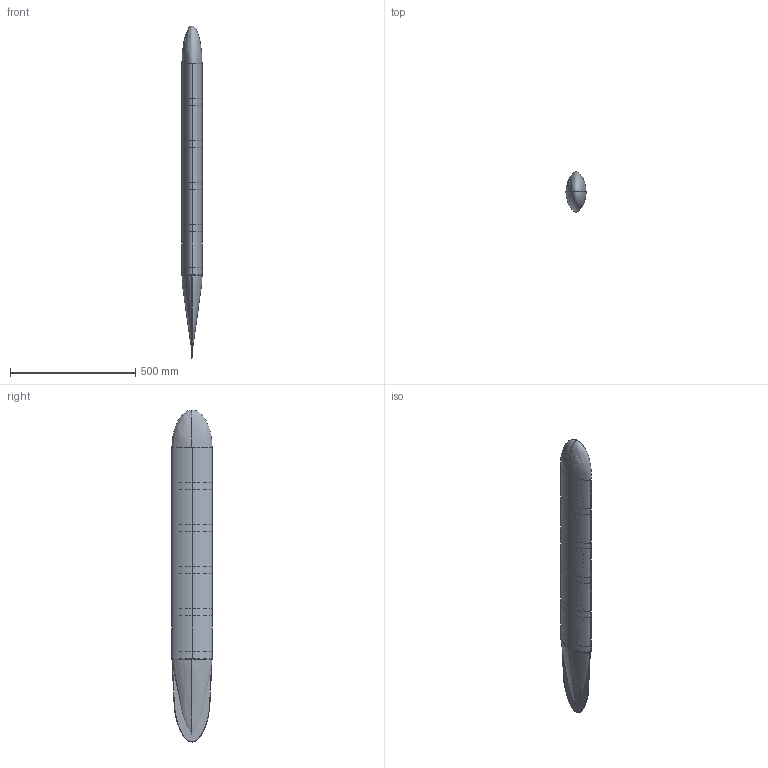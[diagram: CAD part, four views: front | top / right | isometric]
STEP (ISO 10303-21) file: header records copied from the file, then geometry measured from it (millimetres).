
FILE_DESCRIPTION (( 'STEP AP214' ), '1' );
FILE_NAME ('big_fish_5_segments.STEP', '2024-11-25T05:40:18', ( '' ), ( '' ), 'SwSTEP 2.0', 'SolidWorks 2023', '' );
FILE_SCHEMA (( 'AUTOMOTIVE_DESIGN' ));
Length unit declared in the file: millimetre
Products named in the file (5): Head_filled; Module_simplified; Rigid_coupling; big_fish_5_segments; Tail
Assembly tree (12 placements, depth 2):
  big_fish_5_segments
    Module_simplified  x5
    Rigid_coupling  x5
    Head_filled
    Tail
Bounding box: 80 x 160 x 1324.95 mm (x, y, z)
Volume: 8995699.4 mm3; surface area: 1337050.5 mm2
Topology: 13 solids, 23 shells, 747 faces, 2118 edges, 1419 vertices
Faces by surface type: plane 438, bspline 210, cylinder 99
Entity records: 22205 total; most frequent: CARTESIAN_POINT 18050, ORIENTED_EDGE 916, DIRECTION 669, EDGE_CURVE 458, VERTEX_POINT 307, LINE 293, VECTOR 293, AXIS2_PLACEMENT_3D 188
